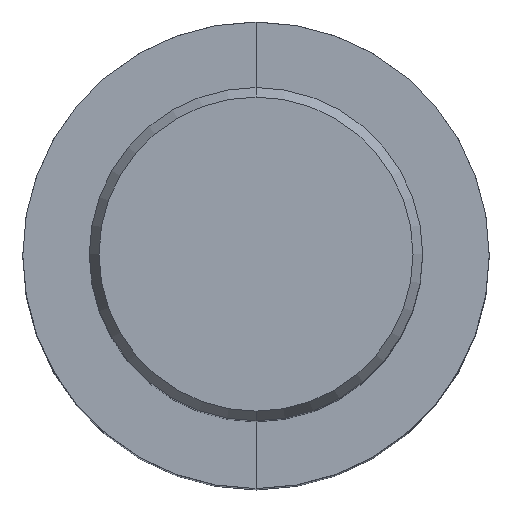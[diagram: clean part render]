
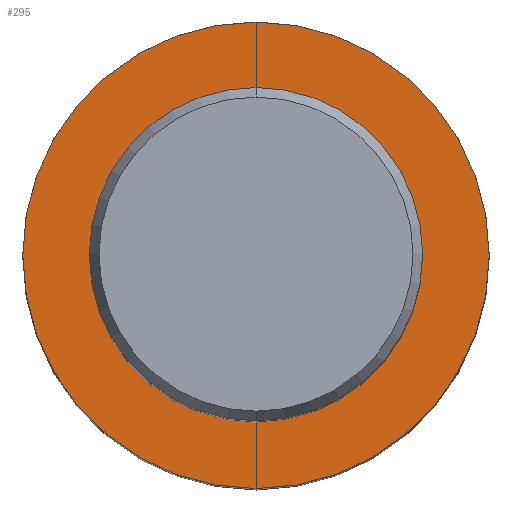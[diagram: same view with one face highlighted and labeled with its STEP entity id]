
A CAD part, top view. The second image highlights one B-rep face of the part: STEP entity #295.
In plain terms, the highlighted planar face has unit normal (0, 0, 1).
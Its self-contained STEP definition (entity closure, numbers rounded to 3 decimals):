
#131=EDGE_CURVE('',#161,#265,#334,.T.);
#161=VERTEX_POINT('',#371);
#165=EDGE_CURVE('',#265,#161,#375,.T.);
#179=VERTEX_POINT('',#389);
#199=EDGE_CURVE('',#233,#179,#413,.T.);
#233=VERTEX_POINT('',#452);
#265=VERTEX_POINT('',#488);
#281=EDGE_CURVE('',#179,#233,#506,.T.);
#295=ADVANCED_FACE('',(#521,#522),#523,.T.);
#334=CIRCLE('',#560,22.22);
#371=CARTESIAN_POINT('',(0.,-22.22,-63.49));
#375=CIRCLE('',#608,22.22);
#389=CARTESIAN_POINT('',(0.0,15.875,-63.49));
#413=CIRCLE('',#656,15.875);
#452=CARTESIAN_POINT('',(0.,-15.875,-63.49));
#488=CARTESIAN_POINT('',(0.0,22.22,-63.49));
#506=CIRCLE('',#772,15.875);
#521=FACE_OUTER_BOUND('',#792,.T.);
#522=FACE_BOUND('',#793,.T.);
#523=PLANE('',#794);
#560=AXIS2_PLACEMENT_3D('',#817,#818,#819);
#608=AXIS2_PLACEMENT_3D('',#878,#879,#880);
#656=AXIS2_PLACEMENT_3D('',#923,#924,#925);
#772=AXIS2_PLACEMENT_3D('',#1033,#1034,#1035);
#792=EDGE_LOOP('',(#1060,#1061));
#793=EDGE_LOOP('',(#1062,#1063));
#794=AXIS2_PLACEMENT_3D('',#1064,#1065,#1066);
#817=CARTESIAN_POINT('',(0.0,0.0,-63.49));
#818=DIRECTION('',(0.0,0.0,-1.0));
#819=DIRECTION('',(0.0,1.0,0.0));
#878=CARTESIAN_POINT('',(0.0,0.0,-63.49));
#879=DIRECTION('',(0.0,0.0,-1.0));
#880=DIRECTION('',(0.0,1.0,0.0));
#923=CARTESIAN_POINT('',(0.0,0.0,-63.49));
#924=DIRECTION('',(0.0,0.0,-1.0));
#925=DIRECTION('',(0.0,1.0,0.0));
#1033=CARTESIAN_POINT('',(0.0,0.0,-63.49));
#1034=DIRECTION('',(0.0,0.0,-1.0));
#1035=DIRECTION('',(0.0,1.0,0.0));
#1060=ORIENTED_EDGE('',*,*,#165,.F.);
#1061=ORIENTED_EDGE('',*,*,#131,.F.);
#1062=ORIENTED_EDGE('',*,*,#281,.T.);
#1063=ORIENTED_EDGE('',*,*,#199,.T.);
#1064=CARTESIAN_POINT('',(0.0,19.047,-63.49));
#1065=DIRECTION('',(-0.0,0.0,1.0));
#1066=DIRECTION('',(0.0,-1.0,0.0));
